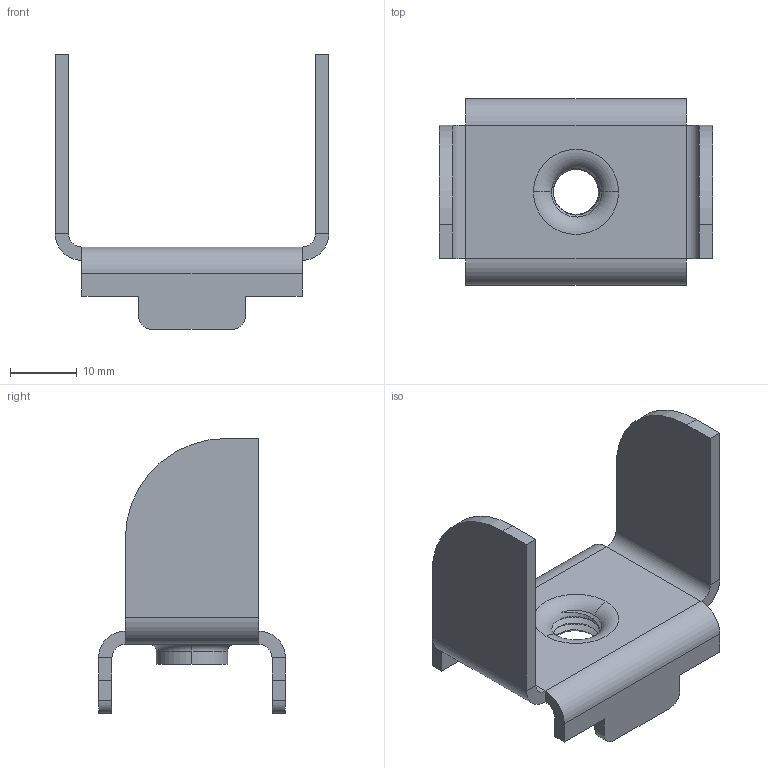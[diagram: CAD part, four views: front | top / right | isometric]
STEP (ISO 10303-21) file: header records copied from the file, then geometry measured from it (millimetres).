
FILE_DESCRIPTION((''),'2;1');
FILE_NAME('WKW50H42_PRT','2020-01-02T12:17:36',('tomasz.grudniewski'),(''),'CREO PARAMETRIC BY PTC INC, 2018400','CREO PARAMETRIC BY PTC INC, 2018400','');
FILE_SCHEMA(('CONFIG_CONTROL_DESIGN'));
Length unit declared in the file: millimetre
Products named in the file (1): WKW50H42_PRT
Bounding box: 41 x 28 x 41.22 mm (x, y, z)
Volume: 5061.6 mm3; surface area: 5694.9 mm2
Topology: 1 solids, 1 shells, 65 faces, 155 edges, 92 vertices
Faces by surface type: plane 40, cylinder 16, torus 5, bspline 4
Entity records: 2350 total; most frequent: CARTESIAN_POINT 830, ORIENTED_EDGE 310, DIRECTION 300, EDGE_CURVE 155, AXIS2_PLACEMENT_3D 102, VECTOR 96, LINE 96, VERTEX_POINT 92
